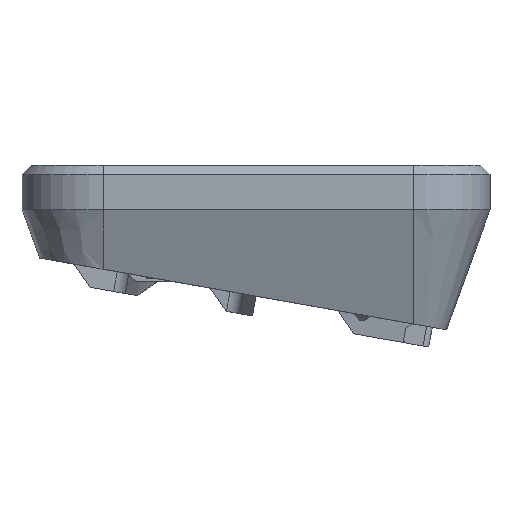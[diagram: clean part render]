
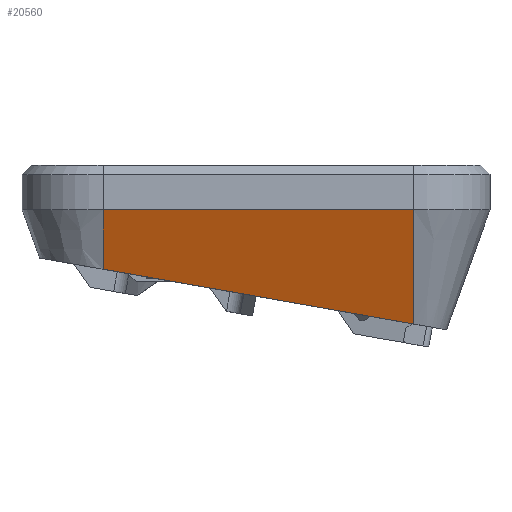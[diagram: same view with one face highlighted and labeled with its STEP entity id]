
A CAD part, front view. The second image highlights one B-rep face of the part: STEP entity #20560.
In plain terms, the highlighted planar face has unit normal (0, -0.94, -0.342).
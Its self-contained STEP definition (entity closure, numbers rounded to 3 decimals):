
#783 = LINE ( 'NONE', #28152, #5717 ) ;
#907 = LINE ( 'NONE', #1248, #19366 ) ;
#1248 = CARTESIAN_POINT ( 'NONE',  ( 75.1, -47.153, 6.6 ) ) ;
#1371 = ORIENTED_EDGE ( 'NONE', *, *, #29137, .F. ) ;
#4876 = VERTEX_POINT ( 'NONE', #11393 ) ;
#5126 = LINE ( 'NONE', #14914, #29801 ) ;
#5422 = DIRECTION ( 'NONE',  ( 0., -0.342, 0.94 ) ) ;
#5717 = VECTOR ( 'NONE', #23202, 1000. ) ;
#7387 = CARTESIAN_POINT ( 'NONE',  ( 10.1, -53.34, 23.6 ) ) ;
#8558 = CARTESIAN_POINT ( 'NONE',  ( 75.1, -53.34, 23.6 ) ) ;
#10689 = DIRECTION ( 'NONE',  ( 0., -0.342, 0.94 ) ) ;
#10944 = ORIENTED_EDGE ( 'NONE', *, *, #30914, .T. ) ;
#11393 = CARTESIAN_POINT ( 'NONE',  ( 10.1, -48.818, 11.176 ) ) ;
#11573 = VERTEX_POINT ( 'NONE', #26418 ) ;
#14247 = ORIENTED_EDGE ( 'NONE', *, *, #26186, .F. ) ;
#14581 = VERTEX_POINT ( 'NONE', #8558 ) ;
#14914 = CARTESIAN_POINT ( 'NONE',  ( 75.1, -53.34, 23.6 ) ) ;
#19366 = VECTOR ( 'NONE', #10689, 1000. ) ;
#19585 = DIRECTION ( 'NONE',  ( 0., -0.94, -0.342 ) ) ;
#19838 = LINE ( 'NONE', #7387, #20552 ) ;
#20552 = VECTOR ( 'NONE', #5422, 1000. ) ;
#20560 = ADVANCED_FACE ( 'NONE', ( #26325 ), #24385, .T. ) ;
#21345 = VERTEX_POINT ( 'NONE', #22057 ) ;
#22057 = CARTESIAN_POINT ( 'NONE',  ( 75.1, -44.647, -0.285 ) ) ;
#22257 = DIRECTION ( 'NONE',  ( 1., 0., 0. ) ) ;
#23202 = DIRECTION ( 'NONE',  ( -0.983, -0.063, 0.173 ) ) ;
#23912 = CARTESIAN_POINT ( 'NONE',  ( 38.1, -47.153, 6.6 ) ) ;
#24248 = DIRECTION ( 'NONE',  ( 0., 0.342, -0.94 ) ) ;
#24385 = PLANE ( 'NONE',  #24609 ) ;
#24609 = AXIS2_PLACEMENT_3D ( 'NONE', #23912, #19585, #24248 ) ;
#26015 = EDGE_CURVE ( 'NONE', #4876, #11573, #19838, .T. ) ;
#26186 = EDGE_CURVE ( 'NONE', #21345, #4876, #783, .T. ) ;
#26325 = FACE_OUTER_BOUND ( 'NONE', #31031, .T. ) ;
#26418 = CARTESIAN_POINT ( 'NONE',  ( 10.1, -53.34, 23.6 ) ) ;
#27563 = ORIENTED_EDGE ( 'NONE', *, *, #26015, .F. ) ;
#28152 = CARTESIAN_POINT ( 'NONE',  ( 38.03, -47.026, 6.251 ) ) ;
#29137 = EDGE_CURVE ( 'NONE', #11573, #14581, #5126, .T. ) ;
#29801 = VECTOR ( 'NONE', #22257, 1000. ) ;
#30914 = EDGE_CURVE ( 'NONE', #21345, #14581, #907, .T. ) ;
#31031 = EDGE_LOOP ( 'NONE', ( #27563, #14247, #10944, #1371 ) ) ;
